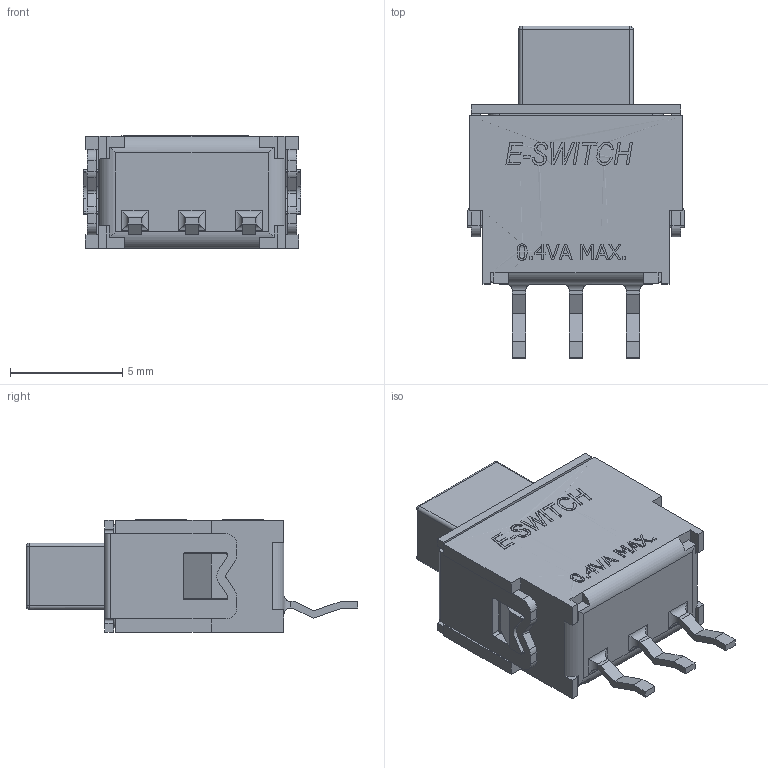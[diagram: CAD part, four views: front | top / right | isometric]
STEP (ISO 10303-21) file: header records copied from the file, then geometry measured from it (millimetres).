
FILE_DESCRIPTION((' '),'2;1');
FILE_NAME('500RSPxS1M2RE.stp','2017-07-27T14:56:48',(' '),(' '),' ','ACIS',' ');
FILE_SCHEMA(('CONFIG_CONTROL_DESIGN'));
Length unit declared in the file: inch
Products named in the file (1): 500RSPxS1M2RE.stp
Bounding box: 9.7 x 14.8 x 5.02 mm (x, y, z)
Volume: 375.6 mm3; surface area: 617.2 mm2
Topology: 1 solids, 2 shells, 480 faces, 1259 edges, 799 vertices
Faces by surface type: plane 351, cylinder 81, bspline 44, sphere 4
Entity records: 14789 total; most frequent: CARTESIAN_POINT 3050, ORIENTED_EDGE 2512, DIRECTION 2212, EDGE_CURVE 1256, VECTOR 998, LINE 998, VERTEX_POINT 797, AXIS2_PLACEMENT_3D 607
